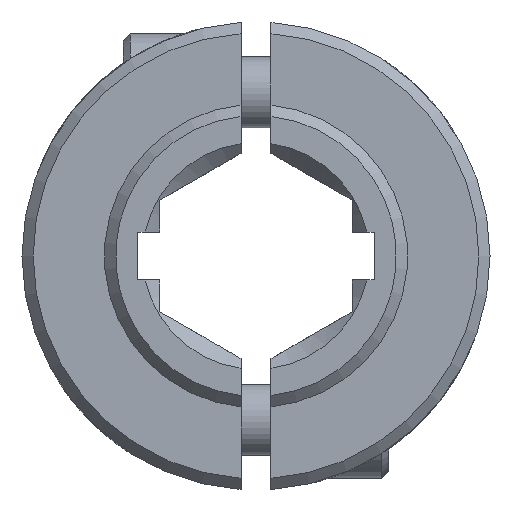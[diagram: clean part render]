
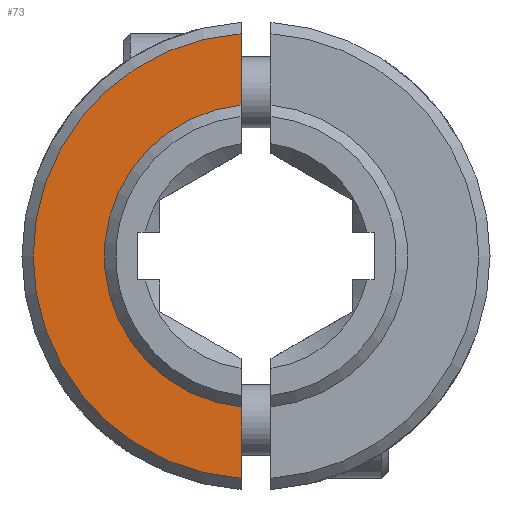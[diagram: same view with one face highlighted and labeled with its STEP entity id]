
A CAD part, left-side view. The second image highlights one B-rep face of the part: STEP entity #73.
In plain terms, the highlighted face is planar.
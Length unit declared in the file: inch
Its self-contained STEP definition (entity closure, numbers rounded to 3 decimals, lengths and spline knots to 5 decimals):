
#73 = ADVANCED_FACE ( 'NONE', ( #1570 ), #1578, .T. ) ;
#102 = DIRECTION ( 'NONE',  ( 1., 0., 0. ) ) ;
#103 = DIRECTION ( 'NONE',  ( 0., 0., -1. ) ) ;
#105 = VERTEX_POINT ( 'NONE', #1929 ) ;
#114 = CARTESIAN_POINT ( 'NONE',  ( 0., 0., 0.72 ) ) ;
#283 = VERTEX_POINT ( 'NONE', #454 ) ;
#337 = EDGE_CURVE ( 'NONE', #1334, #105, #1891, .T. ) ;
#388 = EDGE_CURVE ( 'NONE', #736, #283, #1822, .T. ) ;
#454 = CARTESIAN_POINT ( 'NONE',  ( -0.59365, 0.04, 0.72 ) ) ;
#593 = CARTESIAN_POINT ( 'NONE',  ( 0.59365, 0.04, 0.72 ) ) ;
#622 = AXIS2_PLACEMENT_3D ( 'NONE', #114, #103, #102 ) ;
#653 = EDGE_CURVE ( 'NONE', #1334, #283, #744, .T. ) ;
#736 = VERTEX_POINT ( 'NONE', #1477 ) ;
#744 = CIRCLE ( 'NONE', #771, 0.595 ) ;
#771 = AXIS2_PLACEMENT_3D ( 'NONE', #1515, #1510, #1508 ) ;
#775 = ORIENTED_EDGE ( 'NONE', *, *, #388, .F. ) ;
#804 = ORIENTED_EDGE ( 'NONE', *, *, #653, .T. ) ;
#818 = ORIENTED_EDGE ( 'NONE', *, *, #337, .F. ) ;
#1129 = ORIENTED_EDGE ( 'NONE', *, *, #1790, .T. ) ;
#1132 = VECTOR ( 'NONE', #1887, 39.37008 ) ;
#1211 = AXIS2_PLACEMENT_3D ( 'NONE', #1586, #1589, #1604 ) ;
#1288 = VECTOR ( 'NONE', #1816, 39.37008 ) ;
#1315 = EDGE_LOOP ( 'NONE', ( #818, #804, #775, #1129 ) ) ;
#1334 = VERTEX_POINT ( 'NONE', #593 ) ;
#1477 = CARTESIAN_POINT ( 'NONE',  ( -0.40302, 0.04, 0.72 ) ) ;
#1508 = DIRECTION ( 'NONE',  ( 1., 0., 0. ) ) ;
#1510 = DIRECTION ( 'NONE',  ( 0., 0., 1. ) ) ;
#1515 = CARTESIAN_POINT ( 'NONE',  ( 0., 0., 0.72 ) ) ;
#1570 = FACE_OUTER_BOUND ( 'NONE', #1315, .T. ) ;
#1578 = PLANE ( 'NONE',  #1211 ) ;
#1586 = CARTESIAN_POINT ( 'NONE',  ( 0., 0., 0.72 ) ) ;
#1589 = DIRECTION ( 'NONE',  ( 0., 0., 1. ) ) ;
#1604 = DIRECTION ( 'NONE',  ( 1., 0., 0. ) ) ;
#1790 = EDGE_CURVE ( 'NONE', #736, #105, #1923, .T. ) ;
#1816 = DIRECTION ( 'NONE',  ( -1., 0., 0. ) ) ;
#1818 = CARTESIAN_POINT ( 'NONE',  ( 0., 0.04, 0.72 ) ) ;
#1822 = LINE ( 'NONE', #1818, #1288 ) ;
#1887 = DIRECTION ( 'NONE',  ( -1., 0., 0. ) ) ;
#1889 = CARTESIAN_POINT ( 'NONE',  ( 0., 0.04, 0.72 ) ) ;
#1891 = LINE ( 'NONE', #1889, #1132 ) ;
#1923 = CIRCLE ( 'NONE', #622, 0.405 ) ;
#1929 = CARTESIAN_POINT ( 'NONE',  ( 0.40302, 0.04, 0.72 ) ) ;
